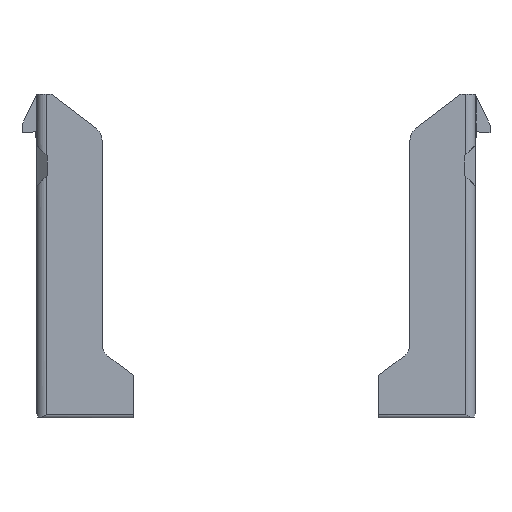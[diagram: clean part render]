
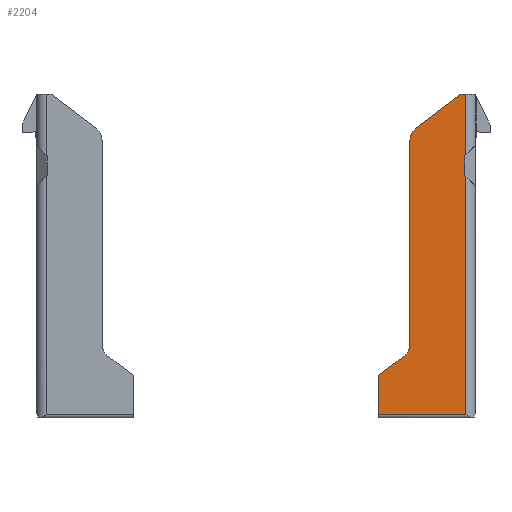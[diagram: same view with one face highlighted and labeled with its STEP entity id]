
A CAD part, front view. The second image highlights one B-rep face of the part: STEP entity #2204.
In plain terms, the highlighted planar face has unit normal (0, -1, 0).
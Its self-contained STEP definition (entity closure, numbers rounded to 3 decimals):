
#1654=FACE_OUTER_BOUND('',#3302,.T.);
#1929=CIRCLE('',#11520,3.);
#1931=CIRCLE('',#11524,3.);
#2204=ADVANCED_FACE('',(#1654),#2691,.T.);
#2691=PLANE('',#11545);
#3302=EDGE_LOOP('',(#4746,#4747,#4748,#4749,#4750,#4751,#4752,#4753,#4754,
#4755,#4756,#4757,#4758));
#4746=ORIENTED_EDGE('',*,*,#7820,.T.);
#4747=ORIENTED_EDGE('',*,*,#7890,.T.);
#4748=ORIENTED_EDGE('',*,*,#7889,.F.);
#4749=ORIENTED_EDGE('',*,*,#7881,.T.);
#4750=ORIENTED_EDGE('',*,*,#7880,.T.);
#4751=ORIENTED_EDGE('',*,*,#7845,.F.);
#4752=ORIENTED_EDGE('',*,*,#7842,.F.);
#4753=ORIENTED_EDGE('',*,*,#7839,.F.);
#4754=ORIENTED_EDGE('',*,*,#7838,.T.);
#4755=ORIENTED_EDGE('',*,*,#7850,.T.);
#4756=ORIENTED_EDGE('',*,*,#7833,.T.);
#4757=ORIENTED_EDGE('',*,*,#7827,.F.);
#4758=ORIENTED_EDGE('',*,*,#7824,.T.);
#6740=VERTEX_POINT('',#15883);
#6742=VERTEX_POINT('',#15887);
#6745=VERTEX_POINT('',#15897);
#6747=VERTEX_POINT('',#15903);
#6750=VERTEX_POINT('',#15929);
#6752=VERTEX_POINT('',#15934);
#6754=VERTEX_POINT('',#15938);
#6755=VERTEX_POINT('',#15942);
#6757=VERTEX_POINT('',#15948);
#6759=VERTEX_POINT('',#15954);
#6780=VERTEX_POINT('',#16020);
#6781=VERTEX_POINT('',#16024);
#6784=VERTEX_POINT('',#16034);
#7820=EDGE_CURVE('',#6740,#6742,#9132,.T.);
#7824=EDGE_CURVE('',#6745,#6740,#9136,.T.);
#7827=EDGE_CURVE('',#6745,#6747,#9138,.T.);
#7833=EDGE_CURVE('',#6750,#6747,#9142,.T.);
#7838=EDGE_CURVE('',#6752,#6754,#9146,.T.);
#7839=EDGE_CURVE('',#6752,#6755,#1929,.T.);
#7842=EDGE_CURVE('',#6755,#6757,#9148,.T.);
#7845=EDGE_CURVE('',#6757,#6759,#1931,.T.);
#7850=EDGE_CURVE('',#6754,#6750,#9154,.T.);
#7880=EDGE_CURVE('',#6780,#6759,#9181,.T.);
#7881=EDGE_CURVE('',#6781,#6780,#9182,.T.);
#7889=EDGE_CURVE('',#6781,#6784,#9188,.T.);
#7890=EDGE_CURVE('',#6742,#6784,#9189,.T.);
#9132=LINE('',#15888,#10356);
#9136=LINE('',#15896,#10360);
#9138=LINE('',#15902,#10362);
#9142=LINE('',#15928,#10366);
#9146=LINE('',#15939,#10370);
#9148=LINE('',#15947,#10372);
#9154=LINE('',#15962,#10378);
#9181=LINE('',#16021,#10405);
#9182=LINE('',#16023,#10406);
#9188=LINE('',#16037,#10412);
#9189=LINE('',#16039,#10413);
#10356=VECTOR('',#12813,1.);
#10360=VECTOR('',#12821,1.);
#10362=VECTOR('',#12827,1.);
#10366=VECTOR('',#12837,1.);
#10370=VECTOR('',#12845,1.);
#10372=VECTOR('',#12855,1.);
#10378=VECTOR('',#12869,1.);
#10405=VECTOR('',#12922,1.);
#10406=VECTOR('',#12925,1.);
#10412=VECTOR('',#12937,1.);
#10413=VECTOR('',#12940,1.);
#11520=AXIS2_PLACEMENT_3D('',#15941,#12848,#12849);
#11524=AXIS2_PLACEMENT_3D('',#15953,#12860,#12861);
#11545=AXIS2_PLACEMENT_3D('',#16040,#12941,#12942);
#12813=DIRECTION('',(0.,0.,1.));
#12821=DIRECTION('',(-0.707,0.,0.707));
#12827=DIRECTION('',(0.,0.,-1.));
#12837=DIRECTION('',(1.,0.,0.));
#12845=DIRECTION('',(-0.799,0.,-0.602));
#12848=DIRECTION('',(0.,-1.,0.));
#12849=DIRECTION('',(1.,0.,0.));
#12855=DIRECTION('',(0.,0.,1.));
#12860=DIRECTION('',(0.,1.,0.));
#12861=DIRECTION('',(1.,0.,0.));
#12869=DIRECTION('',(0.,0.,-1.));
#12922=DIRECTION('',(-0.795,0.,-0.606));
#12925=DIRECTION('',(-1.,0.,0.));
#12937=DIRECTION('',(0.,0.,-1.));
#12940=DIRECTION('',(0.707,0.,0.707));
#12941=DIRECTION('',(0.,-1.,0.));
#12942=DIRECTION('',(1.,0.,0.));
#15883=CARTESIAN_POINT('',(43.05,-19.1,-7.3));
#15887=CARTESIAN_POINT('',(43.05,-19.1,-3.2));
#15888=CARTESIAN_POINT('',(43.05,-19.1,-3.17));
#15896=CARTESIAN_POINT('',(43.25,-19.1,-7.5));
#15897=CARTESIAN_POINT('',(43.25,-19.1,-7.5));
#15902=CARTESIAN_POINT('',(43.25,-19.1,-7.5));
#15903=CARTESIAN_POINT('',(43.25,-19.1,-56.651));
#15928=CARTESIAN_POINT('',(26.25,-19.1,-56.651));
#15929=CARTESIAN_POINT('',(25.25,-19.1,-56.651));
#15934=CARTESIAN_POINT('',(30.555,-19.1,-44.502));
#15938=CARTESIAN_POINT('',(25.25,-19.1,-48.5));
#15939=CARTESIAN_POINT('',(30.675,-19.1,-44.412));
#15941=CARTESIAN_POINT('',(28.75,-19.1,-42.106));
#15942=CARTESIAN_POINT('',(31.75,-19.1,-42.106));
#15947=CARTESIAN_POINT('',(31.75,-19.1,-48.5));
#15948=CARTESIAN_POINT('',(31.75,-19.1,0.015));
#15953=CARTESIAN_POINT('',(34.75,-19.1,0.015));
#15954=CARTESIAN_POINT('',(32.932,-19.1,2.402));
#15962=CARTESIAN_POINT('',(25.25,-19.1,-57.47));
#16020=CARTESIAN_POINT('',(42.25,-19.1,9.5));
#16021=CARTESIAN_POINT('',(42.25,-19.1,9.5));
#16023=CARTESIAN_POINT('',(24.15,-19.1,9.5));
#16024=CARTESIAN_POINT('',(43.25,-19.1,9.5));
#16034=CARTESIAN_POINT('',(43.25,-19.1,-3.));
#16037=CARTESIAN_POINT('',(43.25,-19.1,9.005));
#16039=CARTESIAN_POINT('',(42.75,-19.1,-3.5));
#16040=CARTESIAN_POINT('',(24.15,-19.1,-56.851));
